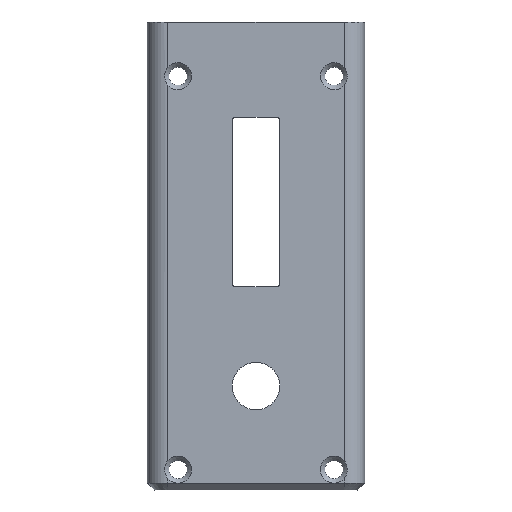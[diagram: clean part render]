
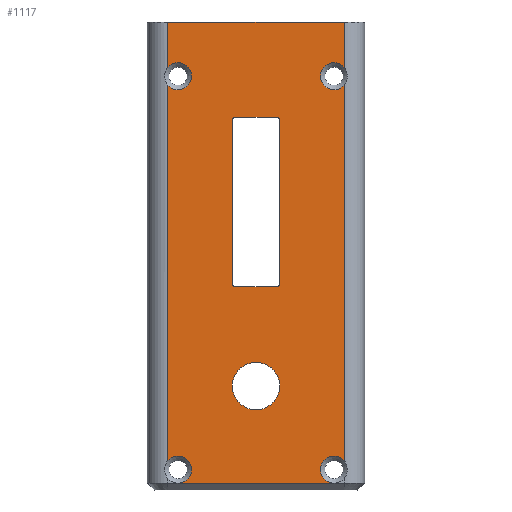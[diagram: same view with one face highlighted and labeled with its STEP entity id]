
A CAD part, top view. The second image highlights one B-rep face of the part: STEP entity #1117.
In plain terms, the highlighted planar face has unit normal (0, 0, 1).
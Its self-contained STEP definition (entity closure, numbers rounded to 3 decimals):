
#31=FACE_BOUND('',#224,.T.);
#32=FACE_BOUND('',#225,.T.);
#45=CIRCLE('',#1172,0.5);
#47=CIRCLE('',#1176,0.5);
#49=CIRCLE('',#1180,0.5);
#51=CIRCLE('',#1184,0.5);
#54=CIRCLE('',#1189,3.5);
#71=CIRCLE('',#1217,2.);
#73=CIRCLE('',#1219,2.);
#76=CIRCLE('',#1224,2.);
#78=CIRCLE('',#1228,2.);
#80=CIRCLE('',#1230,2.);
#81=CIRCLE('',#1233,2.);
#154=FACE_OUTER_BOUND('',#223,.T.);
#223=EDGE_LOOP('',(#953,#954,#955,#956,#957,#958,#959,#960,#961,#962,#963,
#964));
#224=EDGE_LOOP('',(#965,#966,#967,#968,#969,#970,#971,#972));
#225=EDGE_LOOP('',(#973));
#286=LINE('',#1679,#391);
#290=LINE('',#1691,#395);
#294=LINE('',#1703,#399);
#298=LINE('',#1714,#403);
#324=LINE('',#1926,#429);
#325=LINE('',#1928,#430);
#326=LINE('',#1930,#431);
#327=LINE('',#1931,#432);
#328=LINE('',#1932,#433);
#329=LINE('',#1933,#434);
#391=VECTOR('',#1354,10.);
#395=VECTOR('',#1366,10.);
#399=VECTOR('',#1378,10.);
#403=VECTOR('',#1390,10.);
#429=VECTOR('',#1518,10.);
#430=VECTOR('',#1519,10.);
#431=VECTOR('',#1520,10.);
#432=VECTOR('',#1521,10.);
#433=VECTOR('',#1522,10.);
#434=VECTOR('',#1523,10.);
#478=VERTEX_POINT('',#1669);
#479=VERTEX_POINT('',#1670);
#482=VERTEX_POINT('',#1678);
#484=VERTEX_POINT('',#1684);
#486=VERTEX_POINT('',#1690);
#488=VERTEX_POINT('',#1696);
#490=VERTEX_POINT('',#1702);
#492=VERTEX_POINT('',#1708);
#495=VERTEX_POINT('',#1719);
#522=VERTEX_POINT('',#1832);
#524=VERTEX_POINT('',#1844);
#526=VERTEX_POINT('',#1849);
#529=VERTEX_POINT('',#1863);
#530=VERTEX_POINT('',#1865);
#532=VERTEX_POINT('',#1879);
#533=VERTEX_POINT('',#1880);
#534=VERTEX_POINT('',#1891);
#536=VERTEX_POINT('',#1900);
#538=VERTEX_POINT('',#1908);
#541=VERTEX_POINT('',#1927);
#542=VERTEX_POINT('',#1929);
#598=EDGE_CURVE('',#478,#479,#45,.T.);
#602=EDGE_CURVE('',#479,#482,#286,.T.);
#605=EDGE_CURVE('',#482,#484,#47,.T.);
#608=EDGE_CURVE('',#484,#486,#290,.T.);
#611=EDGE_CURVE('',#486,#488,#49,.T.);
#614=EDGE_CURVE('',#488,#490,#294,.T.);
#617=EDGE_CURVE('',#490,#492,#51,.T.);
#620=EDGE_CURVE('',#492,#478,#298,.T.);
#624=EDGE_CURVE('',#495,#495,#54,.T.);
#661=EDGE_CURVE('',#524,#522,#71,.T.);
#664=EDGE_CURVE('',#526,#524,#73,.T.);
#669=EDGE_CURVE('',#530,#529,#76,.T.);
#675=EDGE_CURVE('',#534,#532,#78,.T.);
#678=EDGE_CURVE('',#533,#534,#80,.T.);
#681=EDGE_CURVE('',#538,#536,#81,.T.);
#688=EDGE_CURVE('',#522,#533,#324,.T.);
#689=EDGE_CURVE('',#532,#541,#325,.T.);
#690=EDGE_CURVE('',#542,#541,#326,.T.);
#691=EDGE_CURVE('',#538,#542,#327,.T.);
#692=EDGE_CURVE('',#530,#536,#328,.T.);
#693=EDGE_CURVE('',#526,#529,#329,.T.);
#953=ORIENTED_EDGE('',*,*,#664,.T.);
#954=ORIENTED_EDGE('',*,*,#661,.T.);
#955=ORIENTED_EDGE('',*,*,#688,.T.);
#956=ORIENTED_EDGE('',*,*,#678,.T.);
#957=ORIENTED_EDGE('',*,*,#675,.T.);
#958=ORIENTED_EDGE('',*,*,#689,.T.);
#959=ORIENTED_EDGE('',*,*,#690,.F.);
#960=ORIENTED_EDGE('',*,*,#691,.F.);
#961=ORIENTED_EDGE('',*,*,#681,.T.);
#962=ORIENTED_EDGE('',*,*,#692,.F.);
#963=ORIENTED_EDGE('',*,*,#669,.T.);
#964=ORIENTED_EDGE('',*,*,#693,.F.);
#965=ORIENTED_EDGE('',*,*,#611,.T.);
#966=ORIENTED_EDGE('',*,*,#614,.T.);
#967=ORIENTED_EDGE('',*,*,#617,.T.);
#968=ORIENTED_EDGE('',*,*,#620,.T.);
#969=ORIENTED_EDGE('',*,*,#598,.T.);
#970=ORIENTED_EDGE('',*,*,#602,.T.);
#971=ORIENTED_EDGE('',*,*,#605,.T.);
#972=ORIENTED_EDGE('',*,*,#608,.T.);
#973=ORIENTED_EDGE('',*,*,#624,.T.);
#1063=PLANE('',#1237);
#1117=ADVANCED_FACE('',(#154,#31,#32),#1063,.T.);
#1172=AXIS2_PLACEMENT_3D('',#1671,#1346,#1347);
#1176=AXIS2_PLACEMENT_3D('',#1685,#1359,#1360);
#1180=AXIS2_PLACEMENT_3D('',#1697,#1371,#1372);
#1184=AXIS2_PLACEMENT_3D('',#1709,#1383,#1384);
#1189=AXIS2_PLACEMENT_3D('',#1721,#1397,#1398);
#1217=AXIS2_PLACEMENT_3D('',#1845,#1466,#1467);
#1219=AXIS2_PLACEMENT_3D('',#1850,#1471,#1472);
#1224=AXIS2_PLACEMENT_3D('',#1866,#1482,#1483);
#1228=AXIS2_PLACEMENT_3D('',#1892,#1492,#1493);
#1230=AXIS2_PLACEMENT_3D('',#1896,#1497,#1498);
#1233=AXIS2_PLACEMENT_3D('',#1909,#1504,#1505);
#1237=AXIS2_PLACEMENT_3D('',#1925,#1516,#1517);
#1346=DIRECTION('center_axis',(0.,0.,-1.));
#1347=DIRECTION('ref_axis',(0.,1.,0.));
#1354=DIRECTION('',(0.,-1.,0.));
#1359=DIRECTION('center_axis',(0.,0.,-1.));
#1360=DIRECTION('ref_axis',(1.,0.,0.));
#1366=DIRECTION('',(-1.,0.,0.));
#1371=DIRECTION('center_axis',(0.,0.,-1.));
#1372=DIRECTION('ref_axis',(0.,-1.,0.));
#1378=DIRECTION('',(0.,1.,0.));
#1383=DIRECTION('center_axis',(0.,0.,-1.));
#1384=DIRECTION('ref_axis',(-1.,0.,0.));
#1390=DIRECTION('',(1.,0.,0.));
#1397=DIRECTION('center_axis',(0.,0.,-1.));
#1398=DIRECTION('ref_axis',(-1.,0.,0.));
#1466=DIRECTION('center_axis',(0.,0.,-1.));
#1467=DIRECTION('ref_axis',(1.,0.,0.));
#1471=DIRECTION('center_axis',(0.,0.,-1.));
#1472=DIRECTION('ref_axis',(1.,0.,0.));
#1482=DIRECTION('center_axis',(0.,0.,-1.));
#1483=DIRECTION('ref_axis',(1.,0.,0.));
#1492=DIRECTION('center_axis',(0.,0.,-1.));
#1493=DIRECTION('ref_axis',(1.,0.,0.));
#1497=DIRECTION('center_axis',(0.,0.,-1.));
#1498=DIRECTION('ref_axis',(1.,0.,0.));
#1504=DIRECTION('center_axis',(0.,0.,-1.));
#1505=DIRECTION('ref_axis',(1.,0.,0.));
#1516=DIRECTION('center_axis',(0.,0.,1.));
#1517=DIRECTION('ref_axis',(1.,0.,0.));
#1518=DIRECTION('',(0.,1.,0.));
#1519=DIRECTION('',(0.,1.,0.));
#1520=DIRECTION('',(1.,0.,0.));
#1521=DIRECTION('',(0.,1.,0.));
#1522=DIRECTION('',(0.,1.,0.));
#1523=DIRECTION('',(-1.,0.,0.));
#1669=CARTESIAN_POINT('',(3.,54.955,16.));
#1670=CARTESIAN_POINT('',(3.5,54.455,16.));
#1671=CARTESIAN_POINT('Origin',(3.,54.455,16.));
#1678=CARTESIAN_POINT('',(3.5,30.455,16.));
#1679=CARTESIAN_POINT('',(3.5,15.228,16.));
#1684=CARTESIAN_POINT('',(3.,29.955,16.));
#1685=CARTESIAN_POINT('Origin',(3.,30.455,16.));
#1690=CARTESIAN_POINT('',(-3.,29.955,16.));
#1691=CARTESIAN_POINT('',(-8.,29.955,16.));
#1696=CARTESIAN_POINT('',(-3.5,30.455,16.));
#1697=CARTESIAN_POINT('Origin',(-3.,30.455,16.));
#1702=CARTESIAN_POINT('',(-3.5,54.455,16.));
#1703=CARTESIAN_POINT('',(-3.5,27.228,16.));
#1708=CARTESIAN_POINT('',(-3.,54.955,16.));
#1709=CARTESIAN_POINT('Origin',(-3.,54.455,16.));
#1714=CARTESIAN_POINT('',(-5.,54.955,16.));
#1719=CARTESIAN_POINT('',(3.5,15.324,16.));
#1721=CARTESIAN_POINT('Origin',(0.,15.324,
16.));
#1832=CARTESIAN_POINT('',(13.,4.323,16.));
#1844=CARTESIAN_POINT('',(9.5,3.,16.));
#1845=CARTESIAN_POINT('Origin',(11.5,3.,16.));
#1849=CARTESIAN_POINT('',(11.5,1.,16.));
#1850=CARTESIAN_POINT('Origin',(11.5,3.,16.));
#1863=CARTESIAN_POINT('',(-11.5,1.,16.));
#1865=CARTESIAN_POINT('',(-13.,4.323,16.));
#1866=CARTESIAN_POINT('Origin',(-11.5,3.,16.));
#1879=CARTESIAN_POINT('',(13.,62.323,16.));
#1880=CARTESIAN_POINT('',(13.,59.677,16.));
#1891=CARTESIAN_POINT('',(9.5,61.,16.));
#1892=CARTESIAN_POINT('Origin',(11.5,61.,16.));
#1896=CARTESIAN_POINT('Origin',(11.5,61.,16.));
#1900=CARTESIAN_POINT('',(-13.,59.677,16.));
#1908=CARTESIAN_POINT('',(-13.,62.323,16.));
#1909=CARTESIAN_POINT('Origin',(-11.5,61.,16.));
#1925=CARTESIAN_POINT('Origin',(-13.,0.,16.));
#1926=CARTESIAN_POINT('',(13.,0.,16.));
#1927=CARTESIAN_POINT('',(13.,69.,16.));
#1928=CARTESIAN_POINT('',(13.,0.,16.));
#1929=CARTESIAN_POINT('',(-13.,69.,16.));
#1930=CARTESIAN_POINT('',(-13.,69.,16.));
#1931=CARTESIAN_POINT('',(-13.,0.,16.));
#1932=CARTESIAN_POINT('',(-13.,0.,16.));
#1933=CARTESIAN_POINT('',(-6.5,1.,16.));
